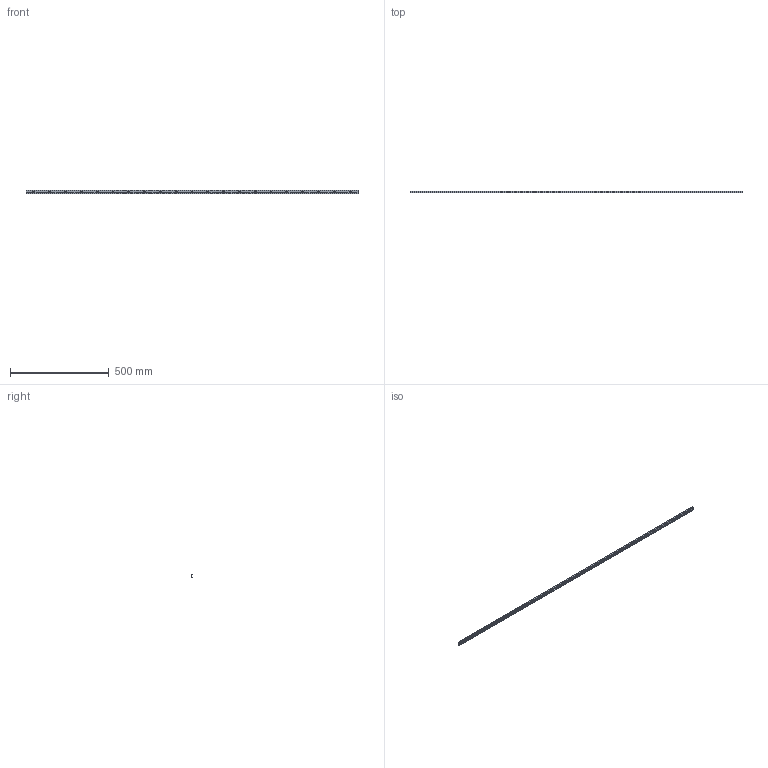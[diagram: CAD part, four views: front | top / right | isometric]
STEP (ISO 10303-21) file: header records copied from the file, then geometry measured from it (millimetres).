
FILE_DESCRIPTION((''),'2;1');
FILE_NAME('LCX 18-1680.C.stp','2016-04-28T08:09:47',('MRathmann'),(''),'Autodesk Inventor 2012','Autodesk Inventor 2012','');
FILE_SCHEMA(('CONFIG_CONTROL_DESIGN'));
Length unit declared in the file: millimetre
Products named in the file (1): LCX 18-1680.C
Bounding box: 1680 x 8.25 x 18 mm (x, y, z)
Volume: 122121.5 mm3; surface area: 106207 mm2
Topology: 1 solids, 1 shells, 87 faces, 255 edges, 170 vertices
Faces by surface type: cylinder 53, plane 34
Full cylindrical faces by diameter (mm): 5 x21, 9.5 x21
Entity records: 2457 total; most frequent: DIRECTION 453, CARTESIAN_POINT 387, ORIENTED_EDGE 342, AXIS2_PLACEMENT_3D 194, EDGE_CURVE 171, EDGE_LOOP 171, VERTEX_POINT 128, CIRCLE 106
